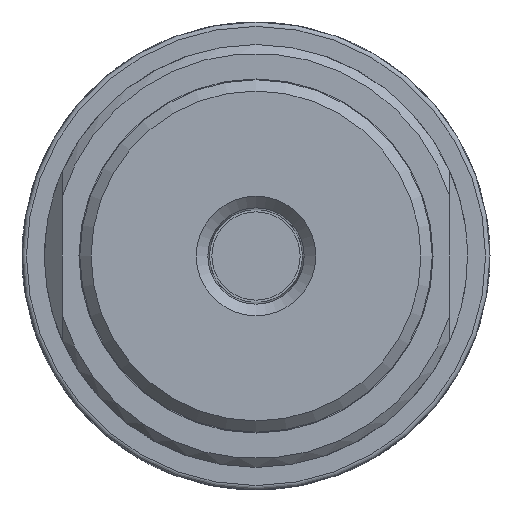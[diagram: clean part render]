
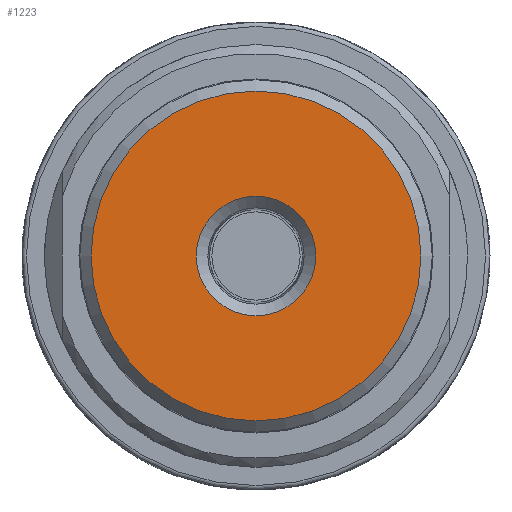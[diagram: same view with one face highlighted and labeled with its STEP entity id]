
A CAD part, left-side view. The second image highlights one B-rep face of the part: STEP entity #1223.
In plain terms, the highlighted planar face has unit normal (-1, 0, 0).
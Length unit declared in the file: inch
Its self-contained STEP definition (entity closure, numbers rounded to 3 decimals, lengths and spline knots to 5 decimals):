
#64=FACE_BOUND('',#255,.T.);
#87=CIRCLE('',#1308,0.21187);
#88=CIRCLE('',#1310,0.585);
#176=FACE_OUTER_BOUND('',#254,.T.);
#254=EDGE_LOOP('',(#794));
#255=EDGE_LOOP('',(#795));
#493=VERTEX_POINT('',#1752);
#494=VERTEX_POINT('',#1755);
#613=EDGE_CURVE('',#493,#493,#87,.T.);
#614=EDGE_CURVE('',#494,#494,#88,.T.);
#794=ORIENTED_EDGE('',*,*,#614,.F.);
#795=ORIENTED_EDGE('',*,*,#613,.F.);
#1105=PLANE('',#1309);
#1223=ADVANCED_FACE('',(#176,#64),#1105,.T.);
#1308=AXIS2_PLACEMENT_3D('',#1753,#1445,#1446);
#1309=AXIS2_PLACEMENT_3D('',#1754,#1447,#1448);
#1310=AXIS2_PLACEMENT_3D('',#1756,#1449,#1450);
#1445=DIRECTION('center_axis',(-1.,0.,0.));
#1446=DIRECTION('ref_axis',(0.,1.,0.));
#1447=DIRECTION('center_axis',(-1.,0.,0.));
#1448=DIRECTION('ref_axis',(0.,0.,1.));
#1449=DIRECTION('center_axis',(1.,0.,0.));
#1450=DIRECTION('ref_axis',(0.,1.,0.));
#1752=CARTESIAN_POINT('',(0.,-0.21187,0.));
#1753=CARTESIAN_POINT('Origin',(0.,0.,0.));
#1754=CARTESIAN_POINT('Origin',(0.,0.,0.));
#1755=CARTESIAN_POINT('',(0.,-0.585,0.));
#1756=CARTESIAN_POINT('Origin',(0.,0.,0.));
